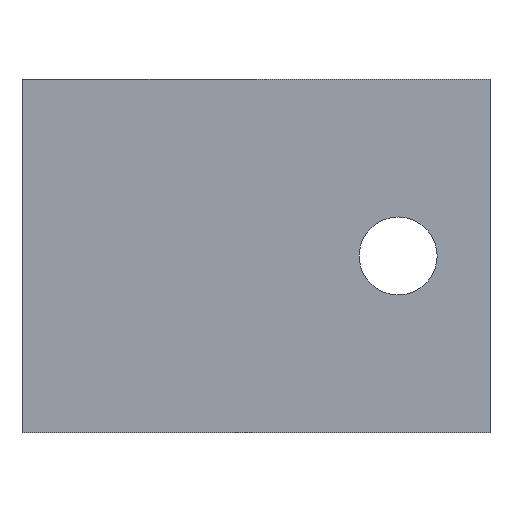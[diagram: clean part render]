
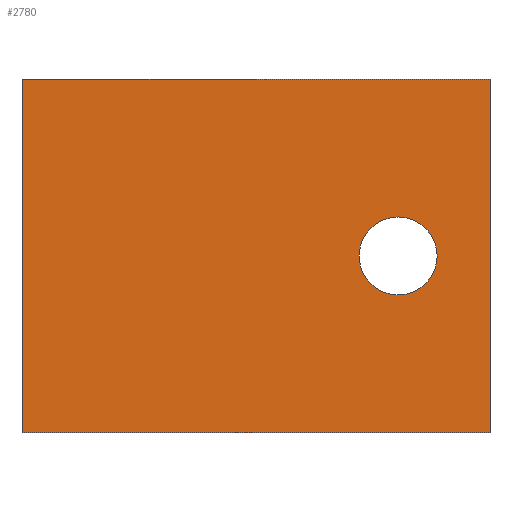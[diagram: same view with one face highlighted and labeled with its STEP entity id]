
A CAD part, front view. The second image highlights one B-rep face of the part: STEP entity #2780.
In plain terms, the highlighted planar face has unit normal (0, -1, 0).
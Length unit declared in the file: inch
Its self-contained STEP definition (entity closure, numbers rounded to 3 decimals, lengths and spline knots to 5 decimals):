
#43 = ORIENTED_EDGE ( 'NONE', *, *, #1042, .F. ) ;
#91 = PLANE ( 'NONE',  #2915 ) ;
#113 = EDGE_CURVE ( 'NONE', #199, #2738, #2932, .T. ) ;
#142 = ORIENTED_EDGE ( 'NONE', *, *, #1143, .F. ) ;
#199 = VERTEX_POINT ( 'NONE', #1337 ) ;
#246 = ORIENTED_EDGE ( 'NONE', *, *, #2147, .F. ) ;
#254 = AXIS2_PLACEMENT_3D ( 'NONE', #2218, #3287, #3078 ) ;
#366 = CARTESIAN_POINT ( 'NONE',  ( 2.56299, 0., 0. ) ) ;
#425 = ORIENTED_EDGE ( 'NONE', *, *, #113, .F. ) ;
#438 = AXIS2_PLACEMENT_3D ( 'NONE', #366, #1973, #867 ) ;
#461 = LINE ( 'NONE', #3179, #2556 ) ;
#506 = CARTESIAN_POINT ( 'NONE',  ( 3.18898, 0., -1.20276 ) ) ;
#543 = LINE ( 'NONE', #2106, #2881 ) ;
#616 = EDGE_LOOP ( 'NONE', ( #425, #2755 ) ) ;
#727 = VERTEX_POINT ( 'NONE', #1938 ) ;
#729 = CARTESIAN_POINT ( 'NONE',  ( 0., 0., -1.20276 ) ) ;
#790 = DIRECTION ( 'NONE',  ( 0., 0., -1. ) ) ;
#867 = DIRECTION ( 'NONE',  ( 0., 0., 1. ) ) ;
#1042 = EDGE_CURVE ( 'NONE', #727, #2618, #543, .T. ) ;
#1122 = EDGE_CURVE ( 'NONE', #2738, #199, #2993, .T. ) ;
#1143 = EDGE_CURVE ( 'NONE', #3172, #727, #2243, .T. ) ;
#1276 = CARTESIAN_POINT ( 'NONE',  ( 0., 0., -1.20276 ) ) ;
#1337 = CARTESIAN_POINT ( 'NONE',  ( 2.56299, 0., 0.26575 ) ) ;
#1381 = CARTESIAN_POINT ( 'NONE',  ( 0., 0., 1.20276 ) ) ;
#1684 = EDGE_CURVE ( 'NONE', #2618, #2103, #2692, .T. ) ;
#1690 = CARTESIAN_POINT ( 'NONE',  ( 0., 0., 1.20276 ) ) ;
#1933 = FACE_BOUND ( 'NONE', #616, .T. ) ;
#1938 = CARTESIAN_POINT ( 'NONE',  ( 3.18898, 0., 1.20276 ) ) ;
#1973 = DIRECTION ( 'NONE',  ( 0., -1., 0. ) ) ;
#1983 = VECTOR ( 'NONE', #2956, 39.37008 ) ;
#2016 = EDGE_LOOP ( 'NONE', ( #43, #142, #246, #2208 ) ) ;
#2103 = VERTEX_POINT ( 'NONE', #729 ) ;
#2106 = CARTESIAN_POINT ( 'NONE',  ( 3.18898, 0., 1.20276 ) ) ;
#2147 = EDGE_CURVE ( 'NONE', #2103, #3172, #461, .T. ) ;
#2205 = VECTOR ( 'NONE', #3003, 39.37008 ) ;
#2208 = ORIENTED_EDGE ( 'NONE', *, *, #1684, .F. ) ;
#2218 = CARTESIAN_POINT ( 'NONE',  ( 2.56299, 0., 0. ) ) ;
#2243 = LINE ( 'NONE', #1690, #2205 ) ;
#2355 = DIRECTION ( 'NONE',  ( 0., 0., 1. ) ) ;
#2466 = DIRECTION ( 'NONE',  ( 0., 0., 1. ) ) ;
#2526 = CARTESIAN_POINT ( 'NONE',  ( 2.56299, 0., -0.26575 ) ) ;
#2539 = FACE_OUTER_BOUND ( 'NONE', #2016, .T. ) ;
#2556 = VECTOR ( 'NONE', #2355, 39.37008 ) ;
#2618 = VERTEX_POINT ( 'NONE', #506 ) ;
#2692 = LINE ( 'NONE', #1276, #1983 ) ;
#2738 = VERTEX_POINT ( 'NONE', #2526 ) ;
#2751 = DIRECTION ( 'NONE',  ( 0., 1., 0. ) ) ;
#2755 = ORIENTED_EDGE ( 'NONE', *, *, #1122, .F. ) ;
#2780 = ADVANCED_FACE ( 'NONE', ( #2539, #1933 ), #91, .F. ) ;
#2881 = VECTOR ( 'NONE', #790, 39.37008 ) ;
#2915 = AXIS2_PLACEMENT_3D ( 'NONE', #1381, #2751, #2466 ) ;
#2932 = CIRCLE ( 'NONE', #254, 0.26575 ) ;
#2956 = DIRECTION ( 'NONE',  ( -1., 0., 0. ) ) ;
#2993 = CIRCLE ( 'NONE', #438, 0.26575 ) ;
#3003 = DIRECTION ( 'NONE',  ( 1., 0., 0. ) ) ;
#3028 = CARTESIAN_POINT ( 'NONE',  ( 0., 0., 1.20276 ) ) ;
#3078 = DIRECTION ( 'NONE',  ( 0., 0., 1. ) ) ;
#3172 = VERTEX_POINT ( 'NONE', #3028 ) ;
#3179 = CARTESIAN_POINT ( 'NONE',  ( 0., 0., 1.20276 ) ) ;
#3287 = DIRECTION ( 'NONE',  ( 0., -1., 0. ) ) ;
